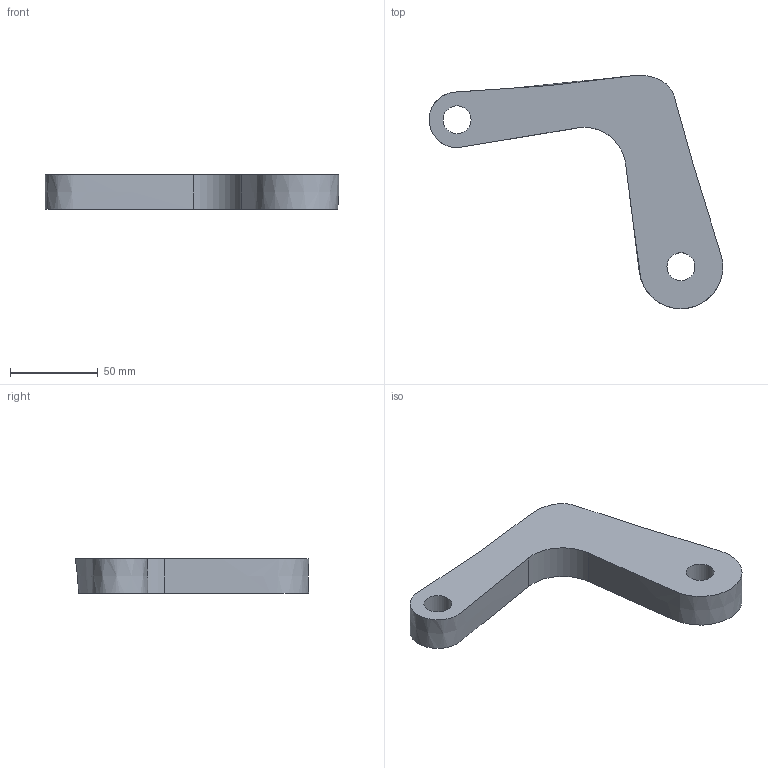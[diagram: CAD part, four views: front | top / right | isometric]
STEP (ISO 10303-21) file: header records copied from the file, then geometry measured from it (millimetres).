
FILE_DESCRIPTION(('STEP AP214'),'1');
FILE_NAME('DemEx6woExtBlends - STEP.stp','2014-08-06T14:56:39',(' '),(' '),'Spatial InterOp 3D',' ',' ');
FILE_SCHEMA(('automotive_design'));
Length unit declared in the file: millimetre
Products named in the file (1): 1
Bounding box: 167.56 x 133.13 x 19.96 mm (x, y, z)
Volume: 137834.3 mm3; surface area: 28395.4 mm2
Topology: 1 solids, 1 shells, 12 faces, 32 edges, 24 vertices
Faces by surface type: bspline 5, plane 4, cylinder 3
Full cylindrical faces by diameter (mm): 15.966 x2
Entity records: 6812 total; most frequent: CARTESIAN_POINT 6450, ORIENTED_EDGE 52, DIRECTION 30, EDGE_CURVE 26, EDGE_LOOP 24, VERTEX_POINT 24, FACE_OUTER_BOUND 18, B_SPLINE_CURVE_WITH_KNOTS 18
